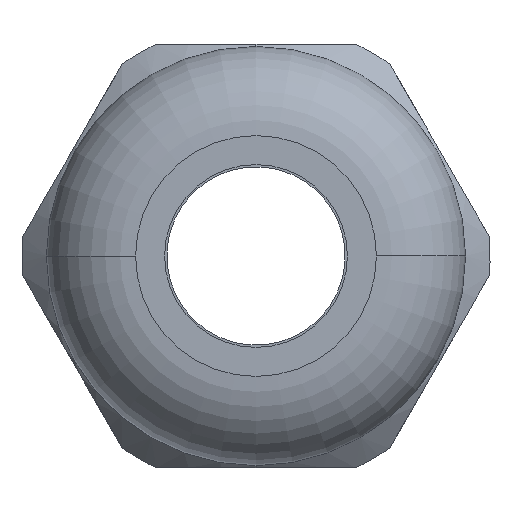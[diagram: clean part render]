
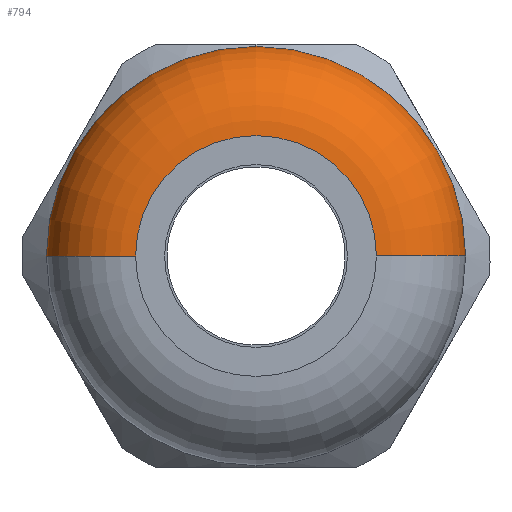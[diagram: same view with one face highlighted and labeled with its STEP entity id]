
A CAD part, left-side view. The second image highlights one B-rep face of the part: STEP entity #794.
In plain terms, the highlighted toroidal (fillet/blend) face has major radius 5.4 mm and minor radius 4 mm.
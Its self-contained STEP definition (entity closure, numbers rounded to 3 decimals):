
#9 = DIRECTION ( 'NONE',  ( 1., 0., 0. ) ) ;
#162 = DIRECTION ( 'NONE',  ( 1., 0., 0. ) ) ;
#274 = DIRECTION ( 'NONE',  ( 0., 0., -1. ) ) ;
#326 = EDGE_LOOP ( 'NONE', ( #3965, #3302, #4056, #5338 ) ) ;
#564 = VERTEX_POINT ( 'NONE', #4384 ) ;
#597 = AXIS2_PLACEMENT_3D ( 'NONE', #2431, #3406, #162 ) ;
#794 = ADVANCED_FACE ( 'NONE', ( #5384 ), #3395, .T. ) ;
#989 = VERTEX_POINT ( 'NONE', #4304 ) ;
#1244 = AXIS2_PLACEMENT_3D ( 'NONE', #1380, #5520, #9 ) ;
#1380 = CARTESIAN_POINT ( 'NONE',  ( -5.4, 11.5, 0. ) ) ;
#1541 = CIRCLE ( 'NONE', #2627, 4. ) ;
#2041 = CIRCLE ( 'NONE', #2358, 9.4 ) ;
#2175 = CARTESIAN_POINT ( 'NONE',  ( 9.4, 11.5, 0. ) ) ;
#2358 = AXIS2_PLACEMENT_3D ( 'NONE', #2775, #4971, #4541 ) ;
#2391 = CARTESIAN_POINT ( 'NONE',  ( 0., 11.5, 0. ) ) ;
#2431 = CARTESIAN_POINT ( 'NONE',  ( 0., 15.5, 0. ) ) ;
#2572 = DIRECTION ( 'NONE',  ( -1., 0., 0. ) ) ;
#2627 = AXIS2_PLACEMENT_3D ( 'NONE', #5774, #274, #2572 ) ;
#2648 = EDGE_CURVE ( 'NONE', #564, #989, #3777, .T. ) ;
#2690 = EDGE_CURVE ( 'NONE', #3267, #989, #2041, .T. ) ;
#2775 = CARTESIAN_POINT ( 'NONE',  ( 0., 11.5, 0. ) ) ;
#2954 = EDGE_CURVE ( 'NONE', #4590, #564, #4583, .T. ) ;
#3028 = EDGE_CURVE ( 'NONE', #4590, #3267, #1541, .T. ) ;
#3267 = VERTEX_POINT ( 'NONE', #2175 ) ;
#3302 = ORIENTED_EDGE ( 'NONE', *, *, #2648, .T. ) ;
#3395 = TOROIDAL_SURFACE ( 'NONE', #4973, 5.4, 4. ) ;
#3406 = DIRECTION ( 'NONE',  ( 0., -1., 0. ) ) ;
#3777 = CIRCLE ( 'NONE', #1244, 4. ) ;
#3965 = ORIENTED_EDGE ( 'NONE', *, *, #2954, .T. ) ;
#4056 = ORIENTED_EDGE ( 'NONE', *, *, #2690, .F. ) ;
#4117 = DIRECTION ( 'NONE',  ( 0., -1., 0. ) ) ;
#4304 = CARTESIAN_POINT ( 'NONE',  ( -9.4, 11.5, 0. ) ) ;
#4384 = CARTESIAN_POINT ( 'NONE',  ( -5.4, 15.5, 0. ) ) ;
#4541 = DIRECTION ( 'NONE',  ( 1., 0., 0. ) ) ;
#4583 = CIRCLE ( 'NONE', #597, 5.4 ) ;
#4590 = VERTEX_POINT ( 'NONE', #5849 ) ;
#4971 = DIRECTION ( 'NONE',  ( 0., -1., 0. ) ) ;
#4973 = AXIS2_PLACEMENT_3D ( 'NONE', #2391, #4117, #5058 ) ;
#5058 = DIRECTION ( 'NONE',  ( 1., 0., 0. ) ) ;
#5338 = ORIENTED_EDGE ( 'NONE', *, *, #3028, .F. ) ;
#5384 = FACE_OUTER_BOUND ( 'NONE', #326, .T. ) ;
#5520 = DIRECTION ( 'NONE',  ( 0., 0., 1. ) ) ;
#5774 = CARTESIAN_POINT ( 'NONE',  ( 5.4, 11.5, 0. ) ) ;
#5849 = CARTESIAN_POINT ( 'NONE',  ( 5.4, 15.5, 0. ) ) ;
